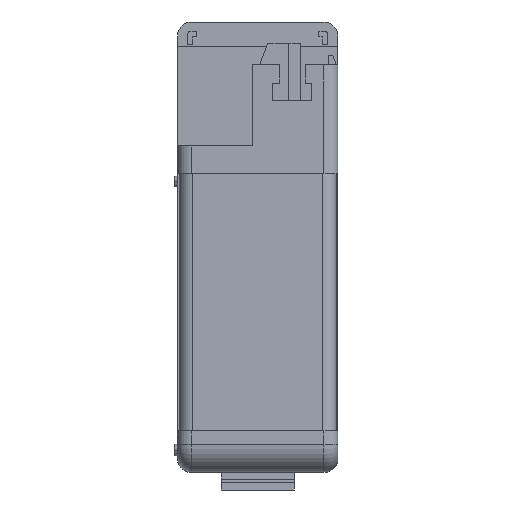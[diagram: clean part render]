
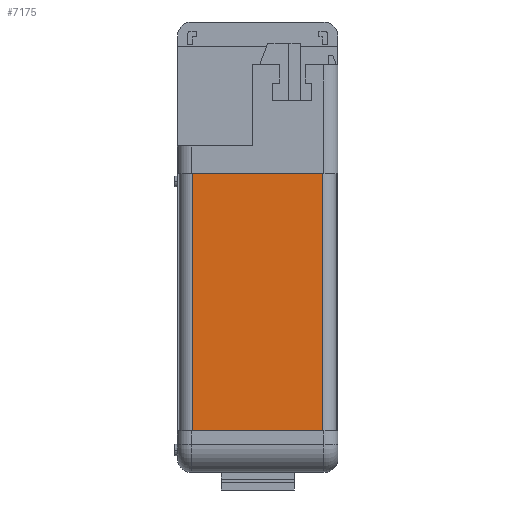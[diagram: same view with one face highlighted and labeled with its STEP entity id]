
A CAD part, front view. The second image highlights one B-rep face of the part: STEP entity #7175.
In plain terms, the highlighted planar face has unit normal (0, -1, 0).
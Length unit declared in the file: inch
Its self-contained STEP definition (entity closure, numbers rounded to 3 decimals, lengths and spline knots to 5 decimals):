
#167 = CARTESIAN_POINT ( 'NONE',  ( -0.5775, -2.9375, 0.655 ) ) ;
#1313 = VERTEX_POINT ( 'NONE', #16749 ) ;
#1478 = LINE ( 'NONE', #1905, #10136 ) ;
#1905 = CARTESIAN_POINT ( 'NONE',  ( 0.5775, -2.9375, 0.655 ) ) ;
#1955 = EDGE_CURVE ( 'NONE', #11644, #1313, #20132, .T. ) ;
#2184 = EDGE_CURVE ( 'NONE', #7480, #1313, #2976, .T. ) ;
#2465 = VECTOR ( 'NONE', #14871, 39.37008 ) ;
#2976 = LINE ( 'NONE', #167, #2465 ) ;
#4494 = CARTESIAN_POINT ( 'NONE',  ( 0.5775, -2.9375, -1.63 ) ) ;
#4617 = EDGE_LOOP ( 'NONE', ( #15986, #5114, #7691, #18527 ) ) ;
#5114 = ORIENTED_EDGE ( 'NONE', *, *, #20502, .F. ) ;
#5685 = CARTESIAN_POINT ( 'NONE',  ( 0.5775, -2.9375, 0.655 ) ) ;
#7175 = ADVANCED_FACE ( 'NONE', ( #9091 ), #8878, .T. ) ;
#7318 = DIRECTION ( 'NONE',  ( 0., 0., -1. ) ) ;
#7480 = VERTEX_POINT ( 'NONE', #14469 ) ;
#7507 = LINE ( 'NONE', #9636, #11865 ) ;
#7612 = DIRECTION ( 'NONE',  ( -1., 0., 0. ) ) ;
#7691 = ORIENTED_EDGE ( 'NONE', *, *, #9956, .T. ) ;
#8878 = PLANE ( 'NONE',  #20988 ) ;
#9091 = FACE_OUTER_BOUND ( 'NONE', #4617, .T. ) ;
#9636 = CARTESIAN_POINT ( 'NONE',  ( 0.5775, -2.9375, 0.655 ) ) ;
#9956 = EDGE_CURVE ( 'NONE', #13038, #7480, #1478, .T. ) ;
#10136 = VECTOR ( 'NONE', #13350, 39.37008 ) ;
#10772 = CARTESIAN_POINT ( 'NONE',  ( 0.5775, -2.9375, 0.655 ) ) ;
#11296 = DIRECTION ( 'NONE',  ( 0., 0., -1. ) ) ;
#11644 = VERTEX_POINT ( 'NONE', #4494 ) ;
#11865 = VECTOR ( 'NONE', #11296, 39.37008 ) ;
#13038 = VERTEX_POINT ( 'NONE', #10772 ) ;
#13350 = DIRECTION ( 'NONE',  ( -1., 0., 0. ) ) ;
#14469 = CARTESIAN_POINT ( 'NONE',  ( -0.5775, -2.9375, 0.655 ) ) ;
#14871 = DIRECTION ( 'NONE',  ( 0., 0., -1. ) ) ;
#15807 = CARTESIAN_POINT ( 'NONE',  ( 0.5775, -2.9375, -1.63 ) ) ;
#15986 = ORIENTED_EDGE ( 'NONE', *, *, #1955, .F. ) ;
#16749 = CARTESIAN_POINT ( 'NONE',  ( -0.5775, -2.9375, -1.63 ) ) ;
#17084 = DIRECTION ( 'NONE',  ( 0., -1., 0. ) ) ;
#17848 = VECTOR ( 'NONE', #7612, 39.37008 ) ;
#18527 = ORIENTED_EDGE ( 'NONE', *, *, #2184, .T. ) ;
#20132 = LINE ( 'NONE', #15807, #17848 ) ;
#20502 = EDGE_CURVE ( 'NONE', #13038, #11644, #7507, .T. ) ;
#20988 = AXIS2_PLACEMENT_3D ( 'NONE', #5685, #17084, #7318 ) ;
